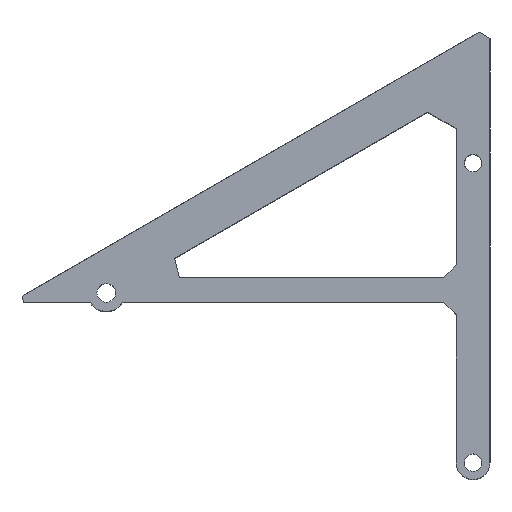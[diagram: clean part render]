
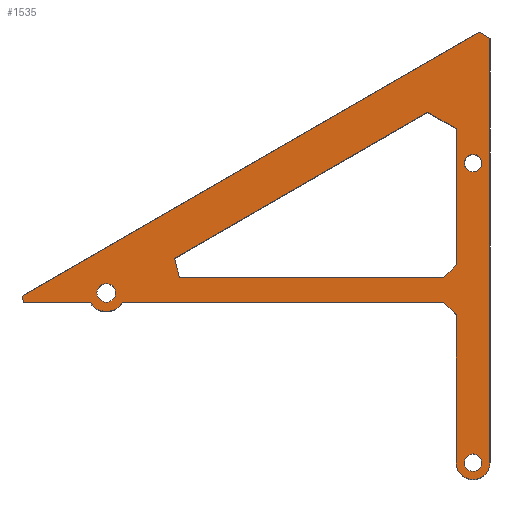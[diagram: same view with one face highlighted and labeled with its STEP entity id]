
A CAD part, top view. The second image highlights one B-rep face of the part: STEP entity #1535.
In plain terms, the highlighted planar face has unit normal (0, 0, 1).
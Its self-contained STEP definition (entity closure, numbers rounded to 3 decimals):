
#29=FACE_BOUND('',#226,.T.);
#30=FACE_BOUND('',#227,.T.);
#31=FACE_BOUND('',#228,.T.);
#32=FACE_BOUND('',#229,.T.);
#55=PLANE('',#1634);
#147=FACE_OUTER_BOUND('',#225,.T.);
#225=EDGE_LOOP('',(#1080,#1081,#1082,#1083,#1084,#1085,#1086,#1087,#1088,
#1089));
#226=EDGE_LOOP('',(#1090));
#227=EDGE_LOOP('',(#1091,#1092,#1093,#1094,#1095,#1096));
#228=EDGE_LOOP('',(#1097));
#229=EDGE_LOOP('',(#1098));
#324=LINE('',#2231,#472);
#337=LINE('',#2276,#485);
#339=LINE('',#2285,#487);
#340=LINE('',#2287,#488);
#341=LINE('',#2288,#489);
#342=LINE('',#2289,#490);
#343=LINE('',#2291,#491);
#344=LINE('',#2292,#492);
#345=LINE('',#2295,#493);
#346=LINE('',#2297,#494);
#347=LINE('',#2299,#495);
#348=LINE('',#2301,#496);
#349=LINE('',#2303,#497);
#350=LINE('',#2304,#498);
#472=VECTOR('',#1759,10.);
#485=VECTOR('',#1784,10.);
#487=VECTOR('',#1788,10.);
#488=VECTOR('',#1789,10.);
#489=VECTOR('',#1790,10.);
#490=VECTOR('',#1791,10.);
#491=VECTOR('',#1792,10.);
#492=VECTOR('',#1793,10.);
#493=VECTOR('',#1794,10.);
#494=VECTOR('',#1795,10.);
#495=VECTOR('',#1796,10.);
#496=VECTOR('',#1797,10.);
#497=VECTOR('',#1798,10.);
#498=VECTOR('',#1799,10.);
#614=CIRCLE('',#1622,1.5);
#615=CIRCLE('',#1624,3.);
#618=CIRCLE('',#1632,2.705);
#619=CIRCLE('',#1635,1.4);
#620=CIRCLE('',#1636,1.4);
#652=VERTEX_POINT('',#2116);
#656=VERTEX_POINT('',#2165);
#657=VERTEX_POINT('',#2167);
#666=VERTEX_POINT('',#2230);
#678=VERTEX_POINT('',#2266);
#679=VERTEX_POINT('',#2268);
#681=VERTEX_POINT('',#2273);
#682=VERTEX_POINT('',#2275);
#684=VERTEX_POINT('',#2284);
#685=VERTEX_POINT('',#2286);
#686=VERTEX_POINT('',#2290);
#687=VERTEX_POINT('',#2293);
#688=VERTEX_POINT('',#2294);
#689=VERTEX_POINT('',#2296);
#690=VERTEX_POINT('',#2298);
#691=VERTEX_POINT('',#2300);
#692=VERTEX_POINT('',#2302);
#693=VERTEX_POINT('',#2305);
#694=VERTEX_POINT('',#2307);
#809=EDGE_CURVE('',#652,#652,#614,.T.);
#813=EDGE_CURVE('',#657,#656,#615,.T.);
#824=EDGE_CURVE('',#657,#666,#324,.T.);
#838=EDGE_CURVE('',#679,#678,#618,.T.);
#841=EDGE_CURVE('',#681,#682,#337,.T.);
#844=EDGE_CURVE('',#684,#656,#339,.T.);
#845=EDGE_CURVE('',#685,#684,#340,.T.);
#846=EDGE_CURVE('',#685,#679,#341,.T.);
#847=EDGE_CURVE('',#678,#682,#342,.T.);
#848=EDGE_CURVE('',#681,#686,#343,.T.);
#849=EDGE_CURVE('',#666,#686,#344,.T.);
#850=EDGE_CURVE('',#687,#688,#345,.T.);
#851=EDGE_CURVE('',#687,#689,#346,.T.);
#852=EDGE_CURVE('',#690,#689,#347,.T.);
#853=EDGE_CURVE('',#690,#691,#348,.T.);
#854=EDGE_CURVE('',#692,#691,#349,.T.);
#855=EDGE_CURVE('',#692,#688,#350,.T.);
#856=EDGE_CURVE('',#693,#693,#619,.T.);
#857=EDGE_CURVE('',#694,#694,#620,.F.);
#1080=ORIENTED_EDGE('',*,*,#844,.F.);
#1081=ORIENTED_EDGE('',*,*,#845,.F.);
#1082=ORIENTED_EDGE('',*,*,#846,.T.);
#1083=ORIENTED_EDGE('',*,*,#838,.T.);
#1084=ORIENTED_EDGE('',*,*,#847,.T.);
#1085=ORIENTED_EDGE('',*,*,#841,.F.);
#1086=ORIENTED_EDGE('',*,*,#848,.T.);
#1087=ORIENTED_EDGE('',*,*,#849,.F.);
#1088=ORIENTED_EDGE('',*,*,#824,.F.);
#1089=ORIENTED_EDGE('',*,*,#813,.T.);
#1090=ORIENTED_EDGE('',*,*,#809,.T.);
#1091=ORIENTED_EDGE('',*,*,#850,.F.);
#1092=ORIENTED_EDGE('',*,*,#851,.T.);
#1093=ORIENTED_EDGE('',*,*,#852,.F.);
#1094=ORIENTED_EDGE('',*,*,#853,.T.);
#1095=ORIENTED_EDGE('',*,*,#854,.F.);
#1096=ORIENTED_EDGE('',*,*,#855,.T.);
#1097=ORIENTED_EDGE('',*,*,#856,.T.);
#1098=ORIENTED_EDGE('',*,*,#857,.T.);
#1535=ADVANCED_FACE('',(#147,#29,#30,#31,#32),#55,.T.);
#1622=AXIS2_PLACEMENT_3D('',#2118,#1741,#1742);
#1624=AXIS2_PLACEMENT_3D('',#2168,#1746,#1747);
#1632=AXIS2_PLACEMENT_3D('',#2269,#1778,#1779);
#1634=AXIS2_PLACEMENT_3D('',#2283,#1786,#1787);
#1635=AXIS2_PLACEMENT_3D('',#2306,#1800,#1801);
#1636=AXIS2_PLACEMENT_3D('',#2308,#1802,#1803);
#1741=DIRECTION('center_axis',(0.,0.,
-1.));
#1742=DIRECTION('ref_axis',(1.,0.,0.));
#1746=DIRECTION('center_axis',(0.,0.,
1.));
#1747=DIRECTION('ref_axis',(1.,0.,0.));
#1759=DIRECTION('',(-1.,0.,0.));
#1778=DIRECTION('center_axis',(0.,0.,
1.));
#1779=DIRECTION('ref_axis',(-1.,0.,0.));
#1784=DIRECTION('',(0.866,-0.5,0.));
#1786=DIRECTION('center_axis',(0.,0.,
1.));
#1787=DIRECTION('ref_axis',(1.,0.,0.));
#1788=DIRECTION('',(-1.,0.,0.));
#1789=DIRECTION('',(-0.707,0.707,0.));
#1790=DIRECTION('',(0.,-1.,0.));
#1791=DIRECTION('',(0.,1.,0.));
#1792=DIRECTION('',(-0.866,-0.5,0.));
#1793=DIRECTION('',(-0.259,0.966,0.));
#1794=DIRECTION('',(-0.866,0.5,0.));
#1795=DIRECTION('',(0.,-1.,0.));
#1796=DIRECTION('',(0.707,0.707,0.));
#1797=DIRECTION('',(-1.,0.,0.));
#1798=DIRECTION('',(0.259,-0.966,0.));
#1799=DIRECTION('',(0.866,0.5,0.));
#1800=DIRECTION('center_axis',(0.,0.,
-1.));
#1801=DIRECTION('ref_axis',(1.,0.,0.));
#1802=DIRECTION('center_axis',(0.,0.,
1.));
#1803=DIRECTION('ref_axis',(1.,0.,0.));
#2116=CARTESIAN_POINT('',(-81.25,236.53,40.));
#2118=CARTESIAN_POINT('Origin',(-79.75,236.53,40.));
#2165=CARTESIAN_POINT('',(-77.161,235.015,40.));
#2167=CARTESIAN_POINT('',(-82.339,235.015,40.));
#2168=CARTESIAN_POINT('Origin',(-79.75,236.53,40.));
#2230=CARTESIAN_POINT('',(-93.,235.015,40.));
#2231=CARTESIAN_POINT('',(-31.25,235.015,40.));
#2266=CARTESIAN_POINT('',(-18.2,209.28,40.));
#2268=CARTESIAN_POINT('',(-23.61,209.28,40.));
#2269=CARTESIAN_POINT('Origin',(-20.905,209.28,40.));
#2273=CARTESIAN_POINT('',(-19.932,278.355,40.));
#2275=CARTESIAN_POINT('',(-18.2,277.355,40.));
#2276=CARTESIAN_POINT('',(-9.065,272.081,40.));
#2283=CARTESIAN_POINT('Origin',(0.,264.685,40.));
#2284=CARTESIAN_POINT('',(-25.61,235.015,40.));
#2285=CARTESIAN_POINT('',(-31.25,235.015,40.));
#2286=CARTESIAN_POINT('',(-23.61,233.015,40.));
#2287=CARTESIAN_POINT('',(-26.125,235.53,40.));
#2288=CARTESIAN_POINT('',(-23.61,244.85,40.));
#2289=CARTESIAN_POINT('',(-18.2,235.015,40.));
#2290=CARTESIAN_POINT('',(-93.268,236.015,40.));
#2291=CARTESIAN_POINT('',(-18.2,279.355,40.));
#2292=CARTESIAN_POINT('',(-93.661,237.481,40.));
#2293=CARTESIAN_POINT('',(-23.61,262.853,40.));
#2294=CARTESIAN_POINT('',(-28.196,265.501,40.));
#2295=CARTESIAN_POINT('',(-22.425,262.169,40.));
#2296=CARTESIAN_POINT('',(-23.61,241.015,40.));
#2297=CARTESIAN_POINT('',(-23.61,266.304,40.));
#2298=CARTESIAN_POINT('',(-25.61,239.015,40.));
#2299=CARTESIAN_POINT('',(-12.29,252.335,40.));
#2300=CARTESIAN_POINT('',(-68.001,239.015,40.));
#2301=CARTESIAN_POINT('',(-15.,239.015,40.));
#2302=CARTESIAN_POINT('',(-68.815,242.05,40.));
#2303=CARTESIAN_POINT('',(-69.337,243.999,40.));
#2304=CARTESIAN_POINT('',(-42.987,256.961,40.));
#2305=CARTESIAN_POINT('',(-22.305,257.32,40.));
#2306=CARTESIAN_POINT('Origin',(-20.905,257.32,40.));
#2307=CARTESIAN_POINT('',(-22.305,209.28,40.));
#2308=CARTESIAN_POINT('Origin',(-20.905,209.28,40.));
